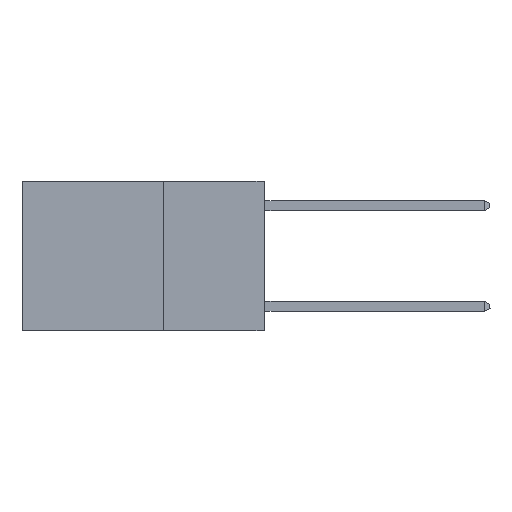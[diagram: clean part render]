
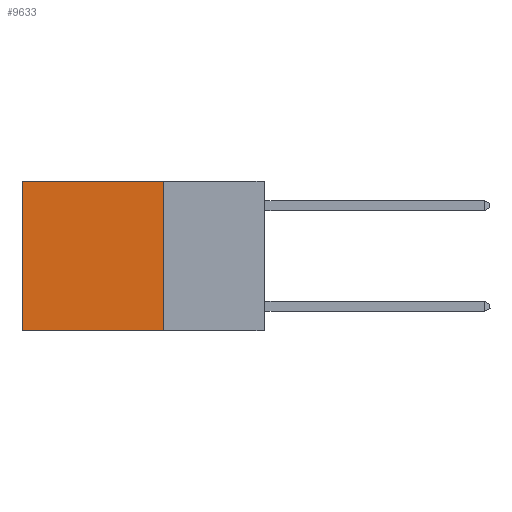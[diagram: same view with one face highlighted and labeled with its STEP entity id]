
A CAD part, left-side view. The second image highlights one B-rep face of the part: STEP entity #9633.
In plain terms, the highlighted planar face has unit normal (-1, 0, 0).
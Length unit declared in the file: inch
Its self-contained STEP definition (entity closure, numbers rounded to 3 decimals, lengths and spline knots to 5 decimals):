
#127 = CARTESIAN_POINT ( 'NONE',  ( 0.2625, 0.25, 0. ) ) ;
#944 = VERTEX_POINT ( 'NONE', #22204 ) ;
#2246 = DIRECTION ( 'NONE',  ( 0., 1., 0. ) ) ;
#2379 = ORIENTED_EDGE ( 'NONE', *, *, #11400, .T. ) ;
#3127 = CARTESIAN_POINT ( 'NONE',  ( 0.2625, 0.25, 0. ) ) ;
#3197 = EDGE_CURVE ( 'NONE', #944, #22935, #12992, .T. ) ;
#3718 = EDGE_CURVE ( 'NONE', #15163, #11702, #8034, .T. ) ;
#5231 = DIRECTION ( 'NONE',  ( 1., 0., 0. ) ) ;
#5257 = ORIENTED_EDGE ( 'NONE', *, *, #14122, .F. ) ;
#6329 = DIRECTION ( 'NONE',  ( 0., 1., 0. ) ) ;
#7352 = ORIENTED_EDGE ( 'NONE', *, *, #3197, .T. ) ;
#7398 = VECTOR ( 'NONE', #2246, 39.37008 ) ;
#8034 = LINE ( 'NONE', #20927, #11661 ) ;
#9304 = PLANE ( 'NONE',  #20650 ) ;
#9633 = ADVANCED_FACE ( 'NONE', ( #17923 ), #9304, .F. ) ;
#10460 = CARTESIAN_POINT ( 'NONE',  ( 0.2625, 0.25, 0. ) ) ;
#11400 = EDGE_CURVE ( 'NONE', #22935, #11702, #20434, .T. ) ;
#11661 = VECTOR ( 'NONE', #6329, 39.37008 ) ;
#11702 = VERTEX_POINT ( 'NONE', #24491 ) ;
#12588 = DIRECTION ( 'NONE',  ( 0., 0., -1. ) ) ;
#12992 = LINE ( 'NONE', #127, #7398 ) ;
#13587 = VECTOR ( 'NONE', #12588, 39.37008 ) ;
#14017 = ORIENTED_EDGE ( 'NONE', *, *, #3718, .F. ) ;
#14122 = EDGE_CURVE ( 'NONE', #944, #15163, #25246, .T. ) ;
#15163 = VERTEX_POINT ( 'NONE', #19822 ) ;
#15915 = CARTESIAN_POINT ( 'NONE',  ( 0.2625, 0.6, 0. ) ) ;
#16700 = EDGE_LOOP ( 'NONE', ( #2379, #14017, #5257, #7352 ) ) ;
#17480 = DIRECTION ( 'NONE',  ( 0., 0., -1. ) ) ;
#17923 = FACE_OUTER_BOUND ( 'NONE', #16700, .T. ) ;
#19484 = CARTESIAN_POINT ( 'NONE',  ( 0.2625, 0.6, 0. ) ) ;
#19781 = VECTOR ( 'NONE', #17480, 39.37008 ) ;
#19822 = CARTESIAN_POINT ( 'NONE',  ( 0.2625, 0.25, -0.37 ) ) ;
#19843 = DIRECTION ( 'NONE',  ( 0., 0., -1. ) ) ;
#20434 = LINE ( 'NONE', #19484, #19781 ) ;
#20650 = AXIS2_PLACEMENT_3D ( 'NONE', #3127, #5231, #19843 ) ;
#20927 = CARTESIAN_POINT ( 'NONE',  ( 0.2625, 0.25, -0.37 ) ) ;
#22204 = CARTESIAN_POINT ( 'NONE',  ( 0.2625, 0.25, 0. ) ) ;
#22935 = VERTEX_POINT ( 'NONE', #15915 ) ;
#24491 = CARTESIAN_POINT ( 'NONE',  ( 0.2625, 0.6, -0.37 ) ) ;
#25246 = LINE ( 'NONE', #10460, #13587 ) ;
